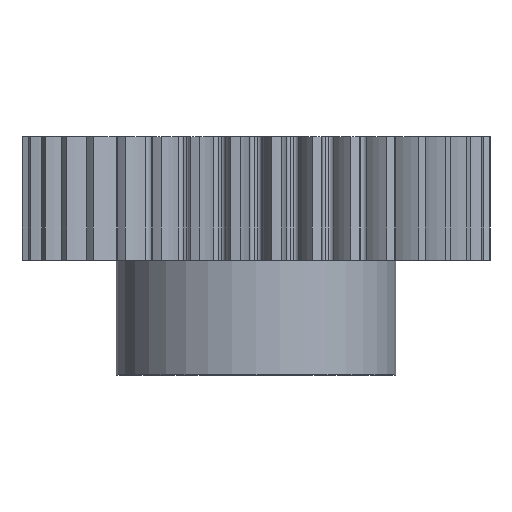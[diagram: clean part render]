
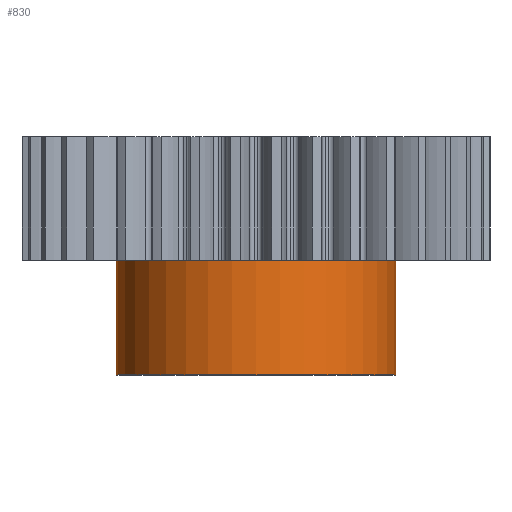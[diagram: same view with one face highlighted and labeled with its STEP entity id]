
A CAD part, front view. The second image highlights one B-rep face of the part: STEP entity #830.
In plain terms, the highlighted cylindrical face has radius 34 mm (diameter 68 mm), a partial arc.
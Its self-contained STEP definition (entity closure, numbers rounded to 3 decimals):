
#830=ADVANCED_FACE('NONE',(#1662),#1663,.T.);
#1662=FACE_OUTER_BOUND('',#2492,.T.);
#1663=CYLINDRICAL_SURFACE('',#2493,34.0);
#2492=EDGE_LOOP('',(#5156,#5157,#5158,#5159));
#2493=AXIS2_PLACEMENT_3D('',#5160,#5161,#5162);
#5156=ORIENTED_EDGE('',*,*,#5341,.F.);
#5157=ORIENTED_EDGE('',*,*,#6276,.T.);
#5158=ORIENTED_EDGE('',*,*,#5343,.T.);
#5159=ORIENTED_EDGE('',*,*,#5320,.T.);
#5160=CARTESIAN_POINT('',(0.0,0.0,-28.0));
#5161=DIRECTION('',(0.0,0.0,-1.0));
#5162=DIRECTION('',(1.0,0.0,0.0));
#5320=EDGE_CURVE('NONE',#6483,#6481,#6484,.T.);
#5341=EDGE_CURVE('NONE',#6508,#6481,#6517,.T.);
#5343=EDGE_CURVE('NONE',#6510,#6483,#6519,.T.);
#6276=EDGE_CURVE('NONE',#6508,#6510,#7884,.T.);
#6481=VERTEX_POINT('NONE',#8131);
#6483=VERTEX_POINT('NONE',#8133);
#6484=CIRCLE('',#8134,34.0);
#6508=VERTEX_POINT('NONE',#8162);
#6510=VERTEX_POINT('NONE',#8165);
#6517=LINE('',#8175,#8176);
#6519=LINE('',#8178,#8179);
#7884=CIRCLE('',#9760,34.0);
#8131=CARTESIAN_POINT('',(-34.0,0.,-0.2));
#8133=CARTESIAN_POINT('',(34.0,0.0,-0.2));
#8134=AXIS2_PLACEMENT_3D('',#9946,#9947,#9948);
#8162=CARTESIAN_POINT('',(-34.0,0.,-27.8));
#8165=CARTESIAN_POINT('',(34.0,0.0,-27.8));
#8175=CARTESIAN_POINT('',(-34.0,0.,-28.0));
#8176=VECTOR('',#9978,1000.0);
#8178=CARTESIAN_POINT('',(34.0,0.0,-28.0));
#8179=VECTOR('',#9982,1000.0);
#9760=AXIS2_PLACEMENT_3D('',#11627,#11628,#11629);
#9946=CARTESIAN_POINT('',(0.0,0.0,-0.2));
#9947=DIRECTION('',(0.0,0.0,-1.0));
#9948=DIRECTION('',(1.0,0.0,0.0));
#9978=DIRECTION('',(0.0,0.0,1.0));
#9982=DIRECTION('',(0.0,0.0,1.0));
#11627=CARTESIAN_POINT('',(0.0,0.0,-27.8));
#11628=DIRECTION('',(0.0,-0.0,1.0));
#11629=DIRECTION('',(1.0,0.0,0.0));
